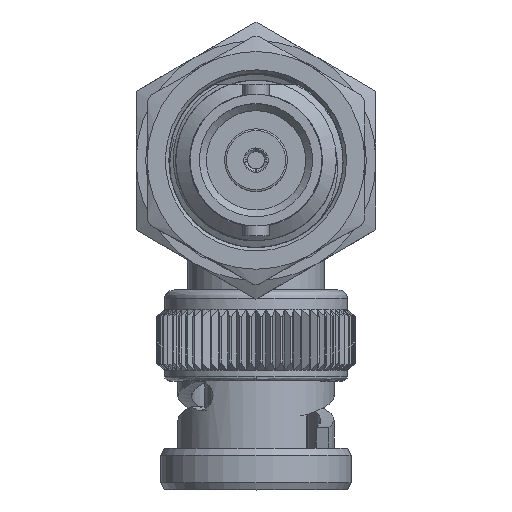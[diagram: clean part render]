
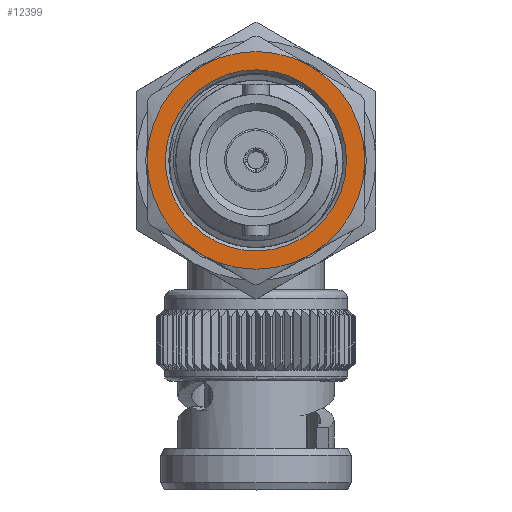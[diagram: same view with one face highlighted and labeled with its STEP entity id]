
A CAD part, top view. The second image highlights one B-rep face of the part: STEP entity #12399.
In plain terms, the highlighted face is planar.
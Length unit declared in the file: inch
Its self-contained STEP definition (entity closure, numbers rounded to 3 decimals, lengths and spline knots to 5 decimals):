
#770 = ORIENTED_EDGE ( 'NONE', *, *, #24864, .T. ) ;
#865 = CARTESIAN_POINT ( 'NONE',  ( 0.50138, 0., 0. ) ) ;
#985 = ORIENTED_EDGE ( 'NONE', *, *, #36265, .T. ) ;
#1128 = DIRECTION ( 'NONE',  ( 1., 0., 0. ) ) ;
#1578 = VERTEX_POINT ( 'NONE', #21361 ) ;
#2260 = EDGE_CURVE ( 'NONE', #19022, #21355, #7411, .T. ) ;
#2292 = ORIENTED_EDGE ( 'NONE', *, *, #17068, .T. ) ;
#2660 = EDGE_CURVE ( 'NONE', #13088, #1578, #31514, .T. ) ;
#2739 = DIRECTION ( 'NONE',  ( -1., 0., 0. ) ) ;
#3299 = VERTEX_POINT ( 'NONE', #20456 ) ;
#3875 = CARTESIAN_POINT ( 'NONE',  ( 0.50138, 0., 0. ) ) ;
#6333 = ORIENTED_EDGE ( 'NONE', *, *, #20251, .T. ) ;
#6642 = CARTESIAN_POINT ( 'NONE',  ( 0.50138, 0., 0. ) ) ;
#6723 = CIRCLE ( 'NONE', #13524, 0.3125 ) ;
#7411 = CIRCLE ( 'NONE', #30392, 0.3125 ) ;
#7553 = AXIS2_PLACEMENT_3D ( 'NONE', #8714, #2739, #33419 ) ;
#8714 = CARTESIAN_POINT ( 'NONE',  ( 0.50138, 0., 0. ) ) ;
#11295 = AXIS2_PLACEMENT_3D ( 'NONE', #12087, #31630, #15244 ) ;
#12087 = CARTESIAN_POINT ( 'NONE',  ( 0.50138, 0., 0. ) ) ;
#12198 = EDGE_CURVE ( 'NONE', #3299, #1578, #17661, .T. ) ;
#12251 = CARTESIAN_POINT ( 'NONE',  ( 0.50138, -0.13, 0.22517 ) ) ;
#12399 = ADVANCED_FACE ( 'NONE', ( #35572, #18070 ), #22936, .F. ) ;
#13088 = VERTEX_POINT ( 'NONE', #22265 ) ;
#13524 = AXIS2_PLACEMENT_3D ( 'NONE', #3875, #28711, #20151 ) ;
#13888 = CIRCLE ( 'NONE', #7553, 0.3125 ) ;
#14508 = DIRECTION ( 'NONE',  ( 1., 0., 0. ) ) ;
#14752 = CARTESIAN_POINT ( 'NONE',  ( 0.50138, 0., 0. ) ) ;
#15244 = DIRECTION ( 'NONE',  ( 0., -0.5, 0.866 ) ) ;
#15346 = AXIS2_PLACEMENT_3D ( 'NONE', #14752, #14508, #23285 ) ;
#16054 = AXIS2_PLACEMENT_3D ( 'NONE', #25887, #29366, #32190 ) ;
#17068 = EDGE_CURVE ( 'NONE', #29353, #19022, #6723, .T. ) ;
#17661 = CIRCLE ( 'NONE', #16054, 0.3125 ) ;
#18070 = FACE_OUTER_BOUND ( 'NONE', #22658, .T. ) ;
#18310 = ORIENTED_EDGE ( 'NONE', *, *, #12198, .T. ) ;
#19015 = CARTESIAN_POINT ( 'NONE',  ( 0.50138, 0., 0. ) ) ;
#19022 = VERTEX_POINT ( 'NONE', #21313 ) ;
#19328 = ORIENTED_EDGE ( 'NONE', *, *, #2660, .F. ) ;
#20151 = DIRECTION ( 'NONE',  ( 0., -0.5, 0.866 ) ) ;
#20251 = EDGE_CURVE ( 'NONE', #21859, #21859, #28033, .T. ) ;
#20312 = AXIS2_PLACEMENT_3D ( 'NONE', #865, #25803, #28366 ) ;
#20456 = CARTESIAN_POINT ( 'NONE',  ( 0.50138, 0., -0.3125 ) ) ;
#21313 = CARTESIAN_POINT ( 'NONE',  ( 0.50138, 0.27063, 0.15625 ) ) ;
#21355 = VERTEX_POINT ( 'NONE', #33083 ) ;
#21361 = CARTESIAN_POINT ( 'NONE',  ( 0.50138, -0.27063, -0.15625 ) ) ;
#21859 = VERTEX_POINT ( 'NONE', #12251 ) ;
#22265 = CARTESIAN_POINT ( 'NONE',  ( 0.50138, -0.27063, 0.15625 ) ) ;
#22658 = EDGE_LOOP ( 'NONE', ( #985, #2292, #30848, #770, #18310, #19328 ) ) ;
#22936 = PLANE ( 'NONE',  #15346 ) ;
#23285 = DIRECTION ( 'NONE',  ( 0., -0.5, 0.866 ) ) ;
#24384 = EDGE_LOOP ( 'NONE', ( #6333 ) ) ;
#24540 = DIRECTION ( 'NONE',  ( 0., -0.5, 0.866 ) ) ;
#24864 = EDGE_CURVE ( 'NONE', #21355, #3299, #13888, .T. ) ;
#25803 = DIRECTION ( 'NONE',  ( -1., 0., 0. ) ) ;
#25887 = CARTESIAN_POINT ( 'NONE',  ( 0.50138, 0., 0. ) ) ;
#26316 = DIRECTION ( 'NONE',  ( -1., 0., 0. ) ) ;
#26435 = DIRECTION ( 'NONE',  ( 0., -0.5, 0.866 ) ) ;
#27805 = AXIS2_PLACEMENT_3D ( 'NONE', #19015, #1128, #24540 ) ;
#28033 = CIRCLE ( 'NONE', #11295, 0.26 ) ;
#28366 = DIRECTION ( 'NONE',  ( 0., -0.5, 0.866 ) ) ;
#28711 = DIRECTION ( 'NONE',  ( -1., 0., 0. ) ) ;
#29353 = VERTEX_POINT ( 'NONE', #31979 ) ;
#29366 = DIRECTION ( 'NONE',  ( -1., 0., 0. ) ) ;
#30392 = AXIS2_PLACEMENT_3D ( 'NONE', #6642, #26316, #26435 ) ;
#30656 = CIRCLE ( 'NONE', #20312, 0.3125 ) ;
#30848 = ORIENTED_EDGE ( 'NONE', *, *, #2260, .T. ) ;
#31514 = CIRCLE ( 'NONE', #27805, 0.3125 ) ;
#31630 = DIRECTION ( 'NONE',  ( 1., 0., 0. ) ) ;
#31979 = CARTESIAN_POINT ( 'NONE',  ( 0.50138, 0., 0.3125 ) ) ;
#32190 = DIRECTION ( 'NONE',  ( 0., -0.5, 0.866 ) ) ;
#33083 = CARTESIAN_POINT ( 'NONE',  ( 0.50138, 0.27063, -0.15625 ) ) ;
#33419 = DIRECTION ( 'NONE',  ( 0., -0.5, 0.866 ) ) ;
#35572 = FACE_BOUND ( 'NONE', #24384, .T. ) ;
#36265 = EDGE_CURVE ( 'NONE', #13088, #29353, #30656, .T. ) ;
